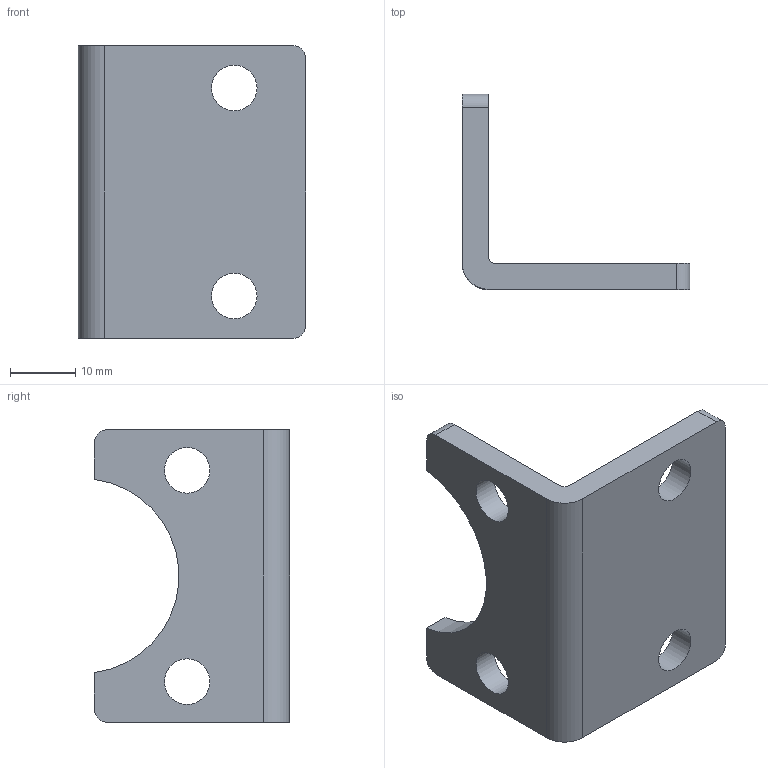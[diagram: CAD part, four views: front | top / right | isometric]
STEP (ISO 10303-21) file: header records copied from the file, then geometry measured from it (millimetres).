
FILE_DESCRIPTION((''),'2;1');
FILE_NAME('PBI032.stp','2013-09-26T13:59:45',('carlo.corazza'),(''),'Autodesk Inventor 2012','Autodesk Inventor 2012','');
FILE_SCHEMA(('AUTOMOTIVE_DESIGN { 1 0 10303 214 1 1 1 1 }'));
Length unit declared in the file: millimetre
Products named in the file (1): PBI032
Bounding box: 35 x 30 x 45 mm (x, y, z)
Volume: 9031.2 mm3; surface area: 5724.7 mm2
Topology: 1 solids, 1 shells, 20 faces, 58 edges, 40 vertices
Faces by surface type: cylinder 11, plane 9
Full cylindrical faces by diameter (mm): 7 x4
Entity records: 662 total; most frequent: DIRECTION 114, CARTESIAN_POINT 107, ORIENTED_EDGE 100, EDGE_CURVE 50, AXIS2_PLACEMENT_3D 43, VERTEX_POINT 36, EDGE_LOOP 32, VECTOR 28
